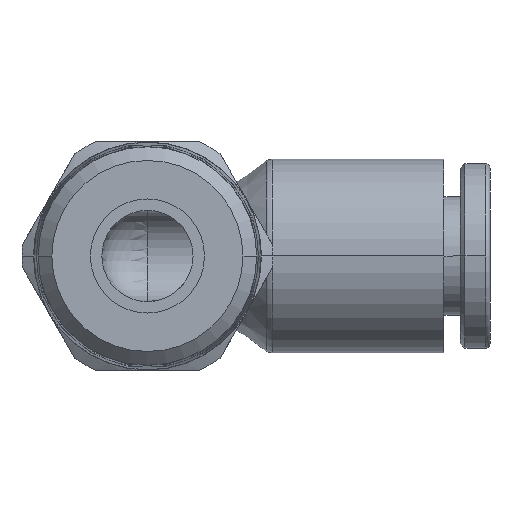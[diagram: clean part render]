
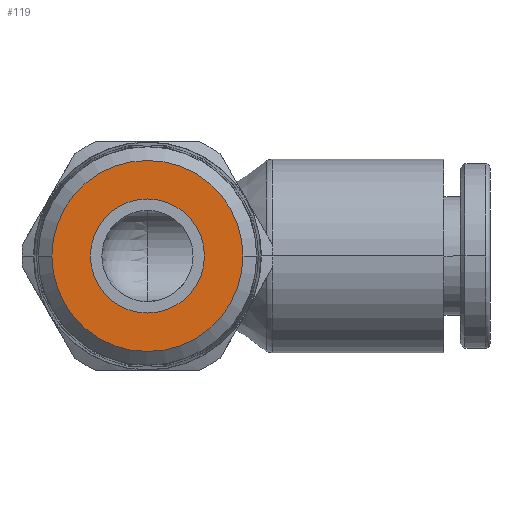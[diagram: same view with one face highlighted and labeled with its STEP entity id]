
A CAD part, front view. The second image highlights one B-rep face of the part: STEP entity #119.
In plain terms, the highlighted planar face has unit normal (0, -1, 0).
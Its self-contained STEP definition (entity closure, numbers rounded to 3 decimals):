
#119=ADVANCED_FACE('',(#320,#321),#322,.T.);
#320=FACE_BOUND('',#576,.T.);
#321=FACE_OUTER_BOUND('',#577,.T.);
#322=PLANE('',#578);
#576=EDGE_LOOP('',(#1260,#1261));
#577=EDGE_LOOP('',(#1262,#1263));
#578=AXIS2_PLACEMENT_3D('',#1264,#1265,#1266);
#1260=ORIENTED_EDGE('',*,*,#1766,.T.);
#1261=ORIENTED_EDGE('',*,*,#1858,.T.);
#1262=ORIENTED_EDGE('',*,*,#1749,.F.);
#1263=ORIENTED_EDGE('',*,*,#1866,.F.);
#1264=CARTESIAN_POINT('',(2.095,-6.5,0.0));
#1265=DIRECTION('',(-0.0,-1.0,-0.0));
#1266=DIRECTION('',(-1.0,0.0,0.0));
#1749=EDGE_CURVE('',#2139,#2142,#2143,.T.);
#1766=EDGE_CURVE('',#2169,#2173,#2175,.T.);
#1858=EDGE_CURVE('',#2173,#2169,#2322,.T.);
#1866=EDGE_CURVE('',#2142,#2139,#2330,.T.);
#2139=VERTEX_POINT('',#2817);
#2142=VERTEX_POINT('',#2821);
#2143=CIRCLE('',#2822,4.189);
#2169=VERTEX_POINT('',#2855);
#2173=VERTEX_POINT('',#2860);
#2175=CIRCLE('',#2863,2.5);
#2322=CIRCLE('',#3324,2.5);
#2330=CIRCLE('',#3332,4.189);
#2817=CARTESIAN_POINT('',(4.189,-6.5,0.0));
#2821=CARTESIAN_POINT('',(-4.189,-6.5,0.));
#2822=AXIS2_PLACEMENT_3D('',#3899,#3900,#3901);
#2855=CARTESIAN_POINT('',(2.5,-6.5,0.0));
#2860=CARTESIAN_POINT('',(-2.5,-6.5,0.));
#2863=AXIS2_PLACEMENT_3D('',#3932,#3933,#3934);
#3324=AXIS2_PLACEMENT_3D('',#4082,#4083,#4084);
#3332=AXIS2_PLACEMENT_3D('',#4106,#4107,#4108);
#3899=CARTESIAN_POINT('',(0.0,-6.5,0.0));
#3900=DIRECTION('',(-0.0,1.0,0.0));
#3901=DIRECTION('',(1.0,0.0,0.0));
#3932=CARTESIAN_POINT('',(0.0,-6.5,0.0));
#3933=DIRECTION('',(-0.0,1.0,0.0));
#3934=DIRECTION('',(1.0,0.0,0.0));
#4082=CARTESIAN_POINT('',(0.0,-6.5,0.0));
#4083=DIRECTION('',(-0.0,1.0,0.0));
#4084=DIRECTION('',(1.0,0.0,0.0));
#4106=CARTESIAN_POINT('',(0.0,-6.5,0.0));
#4107=DIRECTION('',(-0.0,1.0,0.0));
#4108=DIRECTION('',(1.0,0.0,0.0));
